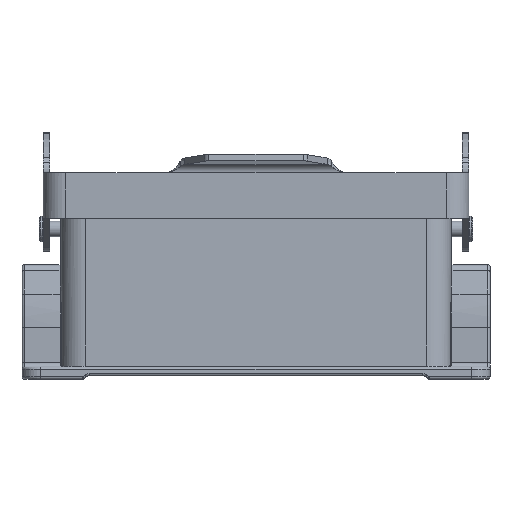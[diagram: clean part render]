
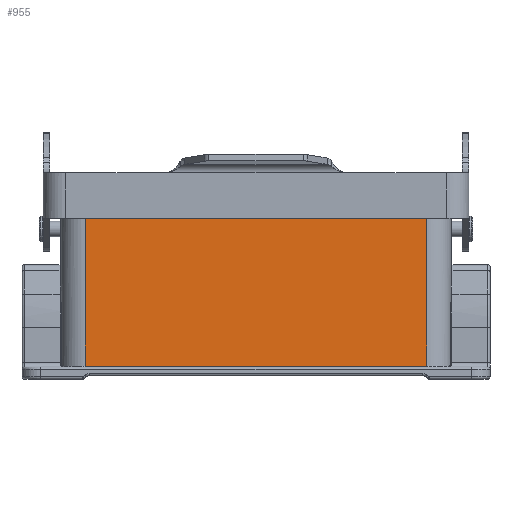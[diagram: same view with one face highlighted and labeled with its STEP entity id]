
A CAD part, left-side view. The second image highlights one B-rep face of the part: STEP entity #955.
In plain terms, the highlighted planar face has unit normal (-1, 0, 0.007).
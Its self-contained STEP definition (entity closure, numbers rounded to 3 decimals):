
#955=ADVANCED_FACE('',(#1495),#1366,.T.);
#1366=PLANE('',#7076);
#1495=FACE_OUTER_BOUND('',#1881,.T.);
#1881=EDGE_LOOP('',(#3341,#3342,#3343,#3344));
#2405=LINE('',#10593,#2817);
#2406=LINE('',#10596,#2818);
#2407=LINE('',#10598,#2819);
#2408=LINE('',#10600,#2820);
#2817=VECTOR('',#7954,1.);
#2818=VECTOR('',#7955,1.);
#2819=VECTOR('',#7956,1.);
#2820=VECTOR('',#7957,1.);
#3341=ORIENTED_EDGE('',*,*,#5964,.T.);
#3342=ORIENTED_EDGE('',*,*,#5965,.T.);
#3343=ORIENTED_EDGE('',*,*,#5966,.T.);
#3344=ORIENTED_EDGE('',*,*,#5967,.T.);
#5313=VERTEX_POINT('',#10594);
#5314=VERTEX_POINT('',#10595);
#5315=VERTEX_POINT('',#10597);
#5316=VERTEX_POINT('',#10599);
#5964=EDGE_CURVE('',#5313,#5314,#2405,.T.);
#5965=EDGE_CURVE('',#5314,#5315,#2406,.T.);
#5966=EDGE_CURVE('',#5315,#5316,#2407,.T.);
#5967=EDGE_CURVE('',#5316,#5313,#2408,.T.);
#7076=AXIS2_PLACEMENT_3D('',#10601,#7958,#7959);
#7954=DIRECTION('',(0.007,0.,1.));
#7955=DIRECTION('',(0.,1.,0.));
#7956=DIRECTION('',(-0.007,0.,-1.));
#7957=DIRECTION('',(0.,-1.,0.));
#7958=DIRECTION('',(-1.,0.,0.007));
#7959=DIRECTION('',(0.007,0.,1.));
#10593=CARTESIAN_POINT('',(-21.249,-52.301,21.598));
#10594=CARTESIAN_POINT('',(-21.569,-52.301,-24.101));
#10595=CARTESIAN_POINT('',(-21.252,-52.301,21.201));
#10596=CARTESIAN_POINT('',(-21.252,52.301,21.201));
#10597=CARTESIAN_POINT('',(-21.252,52.301,21.201));
#10598=CARTESIAN_POINT('',(-21.249,52.301,21.598));
#10599=CARTESIAN_POINT('',(-21.569,52.301,-24.101));
#10600=CARTESIAN_POINT('',(-21.569,0.,-24.101));
#10601=CARTESIAN_POINT('',(-21.249,0.,21.598));
